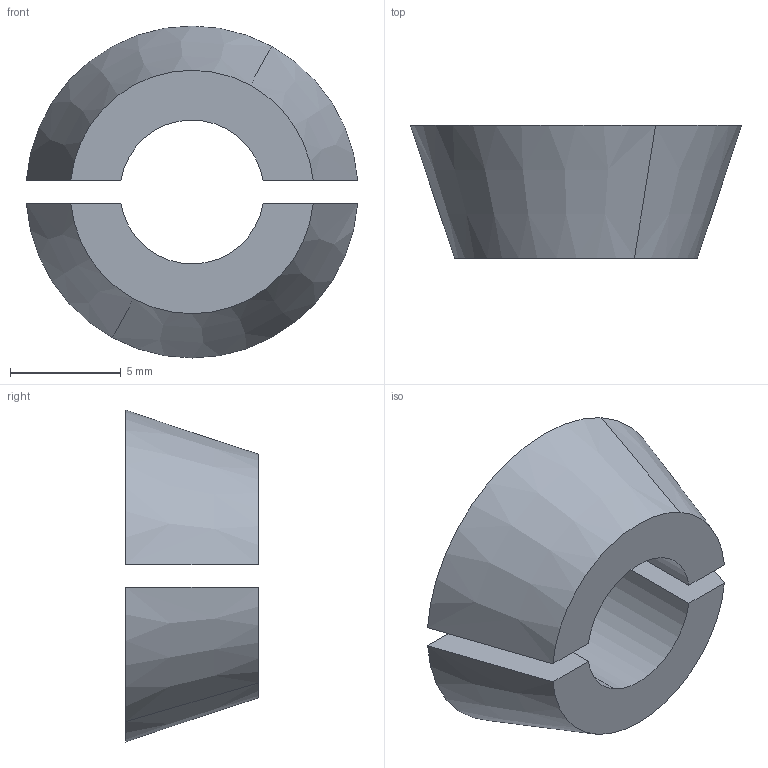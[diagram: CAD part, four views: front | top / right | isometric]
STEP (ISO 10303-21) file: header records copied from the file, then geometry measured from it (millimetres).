
FILE_DESCRIPTION(('CATIA V5 STEP Exchange'),'2;1');
FILE_NAME('clavette de soupape moteur zurcher.stp','2024-01-15T16:27:00+00:00',('none'),('none'),'CATIA Version 5 Release 21 GA (IN-10)','CATIA V5 STEP AP203','none');
FILE_SCHEMA(('CONFIG_CONTROL_DESIGN'));
Length unit declared in the file: millimetre
Products named in the file (1): clavette de soupape moteur Zurcher
Bounding box: 14.97 x 6 x 15 mm (x, y, z)
Volume: 564.5 mm3; surface area: 626.9 mm2
Topology: 2 solids, 2 shells, 16 faces, 36 edges, 24 vertices
Faces by surface type: plane 8, cone 4, cylinder 4
Entity records: 434 total; most frequent: CARTESIAN_POINT 79, ORIENTED_EDGE 72, DIRECTION 44, EDGE_CURVE 36, VERTEX_POINT 24, AXIS2_PLACEMENT_3D 23, VECTOR 16, ADVANCED_FACE 16
